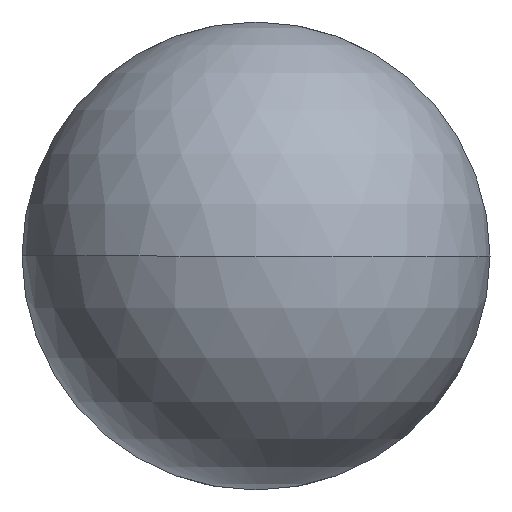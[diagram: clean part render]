
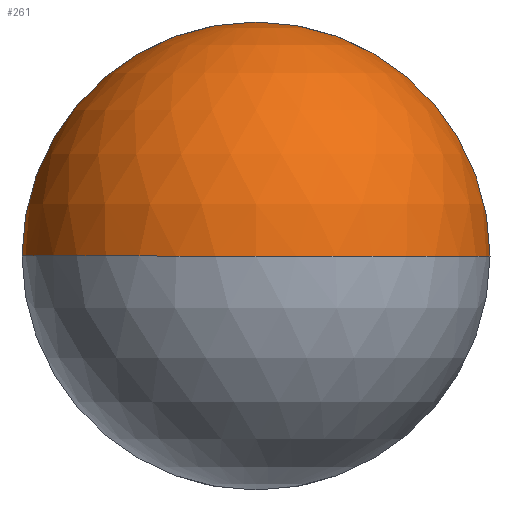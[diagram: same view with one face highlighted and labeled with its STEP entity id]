
A CAD part, front view. The second image highlights one B-rep face of the part: STEP entity #261.
In plain terms, the highlighted spherical face has radius 3.969 mm.
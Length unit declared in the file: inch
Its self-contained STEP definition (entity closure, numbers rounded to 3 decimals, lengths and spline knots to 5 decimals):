
#3 = ORIENTED_EDGE ( 'NONE', *, *, #194, .T. ) ;
#4 = DIRECTION ( 'NONE',  ( 0., 0., -1. ) ) ;
#9 = EDGE_CURVE ( 'NONE', #63, #156, #76, .T. ) ;
#10 = FACE_OUTER_BOUND ( 'NONE', #348, .T. ) ;
#11 = CARTESIAN_POINT ( 'NONE',  ( 0., 0.15625, 0. ) ) ;
#20 = CARTESIAN_POINT ( 'NONE',  ( 0., 0.15625, 0.15625 ) ) ;
#26 = EDGE_CURVE ( 'NONE', #63, #356, #346, .T. ) ;
#28 = DIRECTION ( 'NONE',  ( 0., -1., 0. ) ) ;
#39 = EDGE_CURVE ( 'NONE', #75, #156, #138, .T. ) ;
#40 = AXIS2_PLACEMENT_3D ( 'NONE', #209, #60, #328 ) ;
#52 = CARTESIAN_POINT ( 'NONE',  ( 0., 0., 0. ) ) ;
#60 = DIRECTION ( 'NONE',  ( 0., 0., 1. ) ) ;
#63 = VERTEX_POINT ( 'NONE', #140 ) ;
#75 = VERTEX_POINT ( 'NONE', #324 ) ;
#76 = CIRCLE ( 'NONE', #314, 0.15625 ) ;
#89 = CARTESIAN_POINT ( 'NONE',  ( 0., 0.15625, 0. ) ) ;
#132 = ORIENTED_EDGE ( 'NONE', *, *, #39, .T. ) ;
#138 = CIRCLE ( 'NONE', #40, 0.15625 ) ;
#140 = CARTESIAN_POINT ( 'NONE',  ( 0.15625, 0.15625, 0. ) ) ;
#147 = AXIS2_PLACEMENT_3D ( 'NONE', #253, #28, #4 ) ;
#156 = VERTEX_POINT ( 'NONE', #52 ) ;
#171 = DIRECTION ( 'NONE',  ( 0., 0., -1. ) ) ;
#176 = ORIENTED_EDGE ( 'NONE', *, *, #9, .F. ) ;
#194 = EDGE_CURVE ( 'NONE', #356, #75, #303, .T. ) ;
#208 = DIRECTION ( 'NONE',  ( 1., 0., 0. ) ) ;
#209 = CARTESIAN_POINT ( 'NONE',  ( 0., 0.15625, 0. ) ) ;
#234 = DIRECTION ( 'NONE',  ( 0., -1., 0. ) ) ;
#237 = ORIENTED_EDGE ( 'NONE', *, *, #26, .T. ) ;
#253 = CARTESIAN_POINT ( 'NONE',  ( 0., 0.15625, 0. ) ) ;
#261 = ADVANCED_FACE ( 'NONE', ( #10 ), #290, .T. ) ;
#290 = SPHERICAL_SURFACE ( 'NONE', #315, 0.15625 ) ;
#292 = DIRECTION ( 'NONE',  ( 0., 0., 1. ) ) ;
#296 = CARTESIAN_POINT ( 'NONE',  ( 0., 0.15625, 0. ) ) ;
#300 = DIRECTION ( 'NONE',  ( 0., 0., -1. ) ) ;
#303 = CIRCLE ( 'NONE', #147, 0.15625 ) ;
#313 = AXIS2_PLACEMENT_3D ( 'NONE', #296, #234, #171 ) ;
#314 = AXIS2_PLACEMENT_3D ( 'NONE', #11, #300, #364 ) ;
#315 = AXIS2_PLACEMENT_3D ( 'NONE', #89, #292, #208 ) ;
#324 = CARTESIAN_POINT ( 'NONE',  ( -0.15625, 0.15625, 0. ) ) ;
#328 = DIRECTION ( 'NONE',  ( 1., 0., 0. ) ) ;
#346 = CIRCLE ( 'NONE', #313, 0.15625 ) ;
#348 = EDGE_LOOP ( 'NONE', ( #3, #132, #176, #237 ) ) ;
#356 = VERTEX_POINT ( 'NONE', #20 ) ;
#364 = DIRECTION ( 'NONE',  ( -1., 0., 0. ) ) ;
